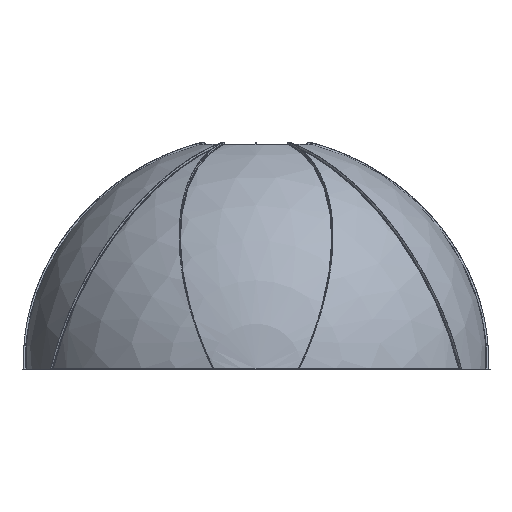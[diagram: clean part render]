
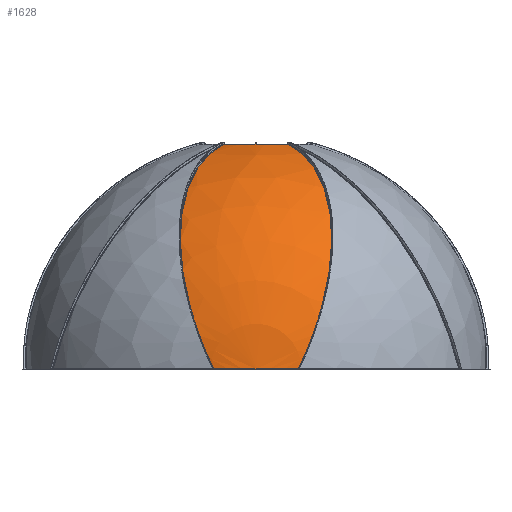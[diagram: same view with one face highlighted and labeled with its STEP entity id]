
A CAD part, top view. The second image highlights one B-rep face of the part: STEP entity #1628.
In plain terms, the highlighted spherical face has radius 197.5 mm.
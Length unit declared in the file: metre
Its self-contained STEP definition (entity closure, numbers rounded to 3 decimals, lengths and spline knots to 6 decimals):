
#21 = CARTESIAN_POINT ( 'NONE',  ( 0.038043, 0.185111, 0.057661 ) ) ;
#158 = CARTESIAN_POINT ( 'NONE',  ( 0.034344, 0.187835, 0.050524 ) ) ;
#463 = CARTESIAN_POINT ( 'NONE',  ( -0.064585, 0.10123, 0.157212 ) ) ;
#618 = AXIS2_PLACEMENT_3D ( 'NONE', #6200, #9121, #7081 ) ;
#665 = CARTESIAN_POINT ( 'NONE',  ( -0.033076, 0.188687, 0.04814 ) ) ;
#859 = CARTESIAN_POINT ( 'NONE',  ( -0.028463, 0.191349, 0.039795 ) ) ;
#1025 = VERTEX_POINT ( 'NONE', #8936 ) ;
#1051 = CARTESIAN_POINT ( 'NONE',  ( 0.050551, 0.170697, 0.085706 ) ) ;
#1122 = CARTESIAN_POINT ( 'NONE',  ( 0.040934, 0.010214, 0.193024 ) ) ;
#1190 = CARTESIAN_POINT ( 'NONE',  ( 0.040373, 0.183068, 0.062404 ) ) ;
#1628 = ADVANCED_FACE ( 'NONE', ( #4213 ), #7291, .T. ) ;
#1926 = CARTESIAN_POINT ( 'NONE',  ( -0.027781, 0.191688, 0.038603 ) ) ;
#2089 = CARTESIAN_POINT ( 'NONE',  ( 0., 0., 0. ) ) ;
#2219 = CARTESIAN_POINT ( 'NONE',  ( 0.056983, 0.158543, 0.103689 ) ) ;
#2283 = CARTESIAN_POINT ( 'NONE',  ( 0.059465, 0.151589, 0.112335 ) ) ;
#2518 = CARTESIAN_POINT ( 'NONE',  ( -0.048194, 0.028273, 0.189452 ) ) ;
#2784 = CARTESIAN_POINT ( 'NONE',  ( -0.056983, 0.158543, 0.103689 ) ) ;
#3103 = CARTESIAN_POINT ( 'NONE',  ( 0.063046, 0.136367, 0.1287 ) ) ;
#3576 = CARTESIAN_POINT ( 'NONE',  ( 0.028463, 0.191349, 0.039795 ) ) ;
#3663 = CARTESIAN_POINT ( 'NONE',  ( -0.036181, 0., 0.194158 ) ) ;
#3828 = ORIENTED_EDGE ( 'NONE', *, *, #7636, .F. ) ;
#3934 = DIRECTION ( 'NONE',  ( -1., 0., 0. ) ) ;
#4204 = CARTESIAN_POINT ( 'NONE',  ( 0.030471, 0.19026, 0.043371 ) ) ;
#4213 = FACE_OUTER_BOUND ( 'NONE', #9442, .T. ) ;
#4567 = CARTESIAN_POINT ( 'NONE',  ( -0.063046, 0.136367, 0.1287 ) ) ;
#4623 = AXIS2_PLACEMENT_3D ( 'NONE', #12507, #7390, #8544 ) ;
#4641 = CARTESIAN_POINT ( 'NONE',  ( -0.045214, 0.020515, 0.191178 ) ) ;
#4744 = VERTEX_POINT ( 'NONE', #5219 ) ;
#4780 = CARTESIAN_POINT ( 'NONE',  ( -0.036181, 0., 0.194158 ) ) ;
#4869 = VERTEX_POINT ( 'NONE', #1926 ) ;
#4998 = B_SPLINE_CURVE_WITH_KNOTS ( 'NONE', 3,
 ( #10559, #6195, #1122, #5162, #13477, #6403, #5439, #5309, #9462, #11644, #6265, #9595, #8303, #12467, #3103, #2283, #2219, #7351, #1051, #10422, #5238, #1190, #21, #158, #5376, #9529, #4204, #5575, #3576, #6803 ),
 .UNSPECIFIED., .F., .F.,
 ( 4, 2, 2, 2, 2, 2, 2, 2, 2, 2, 2, 2, 2, 2, 4 ),
 ( 0., 0.016976, 0.025463, 0.033951, 0.067902, 0.101854, 0.135805, 0.169756, 0.203707, 0.220683, 0.237658, 0.254634, 0.263122, 0.267365, 0.271609 ),
 .UNSPECIFIED. ) ;
#5162 = CARTESIAN_POINT ( 'NONE',  ( 0.044172, 0.017936, 0.191681 ) ) ;
#5219 = CARTESIAN_POINT ( 'NONE',  ( 0.027781, 0.191688, 0.038603 ) ) ;
#5238 = CARTESIAN_POINT ( 'NONE',  ( 0.044744, 0.178546, 0.071816 ) ) ;
#5309 = CARTESIAN_POINT ( 'NONE',  ( 0.052842, 0.041214, 0.186128 ) ) ;
#5376 = CARTESIAN_POINT ( 'NONE',  ( 0.033076, 0.188687, 0.04814 ) ) ;
#5439 = CARTESIAN_POINT ( 'NONE',  ( 0.048194, 0.028273, 0.189452 ) ) ;
#5575 = CARTESIAN_POINT ( 'NONE',  ( 0.029141, 0.190995, 0.040986 ) ) ;
#5882 = CARTESIAN_POINT ( 'NONE',  ( -0.040373, 0.183068, 0.062404 ) ) ;
#6139 = ORIENTED_EDGE ( 'NONE', *, *, #8778, .T. ) ;
#6195 = CARTESIAN_POINT ( 'NONE',  ( 0.038627, 0.005084, 0.193702 ) ) ;
#6200 = CARTESIAN_POINT ( 'NONE',  ( 0., 0.191688, 0. ) ) ;
#6265 = CARTESIAN_POINT ( 'NONE',  ( 0.062515, 0.081933, 0.168858 ) ) ;
#6403 = CARTESIAN_POINT ( 'NONE',  ( 0.047226, 0.025683, 0.190064 ) ) ;
#6634 = CARTESIAN_POINT ( 'NONE',  ( -0.064147, 0.128095, 0.136422 ) ) ;
#6703 = CARTESIAN_POINT ( 'NONE',  ( -0.052842, 0.041214, 0.186128 ) ) ;
#6750 = AXIS2_PLACEMENT_3D ( 'NONE', #10619, #7480, #8436 ) ;
#6803 = CARTESIAN_POINT ( 'NONE',  ( 0.027781, 0.191688, 0.038603 ) ) ;
#7081 = DIRECTION ( 'NONE',  ( 0., 0., 1. ) ) ;
#7092 = CARTESIAN_POINT ( 'NONE',  ( -0.038043, 0.185111, 0.057661 ) ) ;
#7291 = SPHERICAL_SURFACE ( 'NONE', #8863, 0.1975 ) ;
#7351 = CARTESIAN_POINT ( 'NONE',  ( 0.052281, 0.167803, 0.090261 ) ) ;
#7390 = DIRECTION ( 'NONE',  ( 0., 1., 0. ) ) ;
#7480 = DIRECTION ( 'NONE',  ( 0., 1., 0. ) ) ;
#7636 = EDGE_CURVE ( 'NONE', #4869, #1025, #8478, .T. ) ;
#7654 = CARTESIAN_POINT ( 'NONE',  ( -0.040934, 0.010214, 0.193024 ) ) ;
#7744 = EDGE_CURVE ( 'NONE', #9475, #4869, #7958, .T. ) ;
#7958 = B_SPLINE_CURVE_WITH_KNOTS ( 'NONE', 3,
 ( #4780, #8879, #7654, #13039, #4641, #8813, #2518, #6703, #12020, #8945, #11811, #463, #9761, #6634, #4567, #12973, #2784, #10295, #9195, #9008, #9131, #5882, #7092, #12277, #665, #13167, #10161, #10037, #859, #8057 ),
 .UNSPECIFIED., .F., .F.,
 ( 4, 2, 2, 2, 2, 2, 2, 2, 2, 2, 2, 2, 2, 2, 4 ),
 ( 0., 0.016976, 0.025463, 0.033951, 0.067902, 0.101854, 0.135805, 0.169756, 0.203707, 0.220683, 0.237658, 0.254634, 0.263122, 0.267365, 0.271609 ),
 .UNSPECIFIED. ) ;
#8057 = CARTESIAN_POINT ( 'NONE',  ( -0.027781, 0.191688, 0.038603 ) ) ;
#8303 = CARTESIAN_POINT ( 'NONE',  ( 0.064917, 0.110529, 0.150677 ) ) ;
#8436 = DIRECTION ( 'NONE',  ( 0., 0., 1. ) ) ;
#8478 = CIRCLE ( 'NONE', #6750, 0.04756 ) ;
#8544 = DIRECTION ( 'NONE',  ( 0., 0., 1. ) ) ;
#8778 = EDGE_CURVE ( 'NONE', #12036, #4744, #4998, .T. ) ;
#8813 = CARTESIAN_POINT ( 'NONE',  ( -0.047226, 0.025683, 0.190064 ) ) ;
#8863 = AXIS2_PLACEMENT_3D ( 'NONE', #2089, #12206, #3934 ) ;
#8879 = CARTESIAN_POINT ( 'NONE',  ( -0.038627, 0.005084, 0.193702 ) ) ;
#8936 = CARTESIAN_POINT ( 'NONE',  ( 0., 0.191688, 0.04756 ) ) ;
#8945 = CARTESIAN_POINT ( 'NONE',  ( -0.060775, 0.071929, 0.173974 ) ) ;
#9008 = CARTESIAN_POINT ( 'NONE',  ( -0.046782, 0.176068, 0.076485 ) ) ;
#9121 = DIRECTION ( 'NONE',  ( 0., 1., 0. ) ) ;
#9131 = CARTESIAN_POINT ( 'NONE',  ( -0.044744, 0.178546, 0.071816 ) ) ;
#9176 = CARTESIAN_POINT ( 'NONE',  ( 0.036181, 0., 0.194158 ) ) ;
#9195 = CARTESIAN_POINT ( 'NONE',  ( -0.050551, 0.170697, 0.085706 ) ) ;
#9442 = EDGE_LOOP ( 'NONE', ( #13320, #6139, #10799, #3828, #9869 ) ) ;
#9462 = CARTESIAN_POINT ( 'NONE',  ( 0.055939, 0.051572, 0.182608 ) ) ;
#9475 = VERTEX_POINT ( 'NONE', #3663 ) ;
#9529 = CARTESIAN_POINT ( 'NONE',  ( 0.031128, 0.189877, 0.044564 ) ) ;
#9595 = CARTESIAN_POINT ( 'NONE',  ( 0.064585, 0.10123, 0.157212 ) ) ;
#9761 = CARTESIAN_POINT ( 'NONE',  ( -0.064917, 0.110529, 0.150677 ) ) ;
#9869 = ORIENTED_EDGE ( 'NONE', *, *, #7744, .F. ) ;
#10037 = CARTESIAN_POINT ( 'NONE',  ( -0.029141, 0.190995, 0.040986 ) ) ;
#10161 = CARTESIAN_POINT ( 'NONE',  ( -0.030471, 0.19026, 0.043371 ) ) ;
#10295 = CARTESIAN_POINT ( 'NONE',  ( -0.052281, 0.167803, 0.090261 ) ) ;
#10316 = EDGE_CURVE ( 'NONE', #1025, #4744, #11094, .T. ) ;
#10422 = CARTESIAN_POINT ( 'NONE',  ( 0.046782, 0.176068, 0.076485 ) ) ;
#10559 = CARTESIAN_POINT ( 'NONE',  ( 0.036181, 0., 0.194158 ) ) ;
#10619 = CARTESIAN_POINT ( 'NONE',  ( 0., 0.191688, 0. ) ) ;
#10799 = ORIENTED_EDGE ( 'NONE', *, *, #10316, .F. ) ;
#11094 = CIRCLE ( 'NONE', #618, 0.04756 ) ;
#11644 = CARTESIAN_POINT ( 'NONE',  ( 0.060775, 0.071929, 0.173974 ) ) ;
#11811 = CARTESIAN_POINT ( 'NONE',  ( -0.062515, 0.081933, 0.168858 ) ) ;
#12020 = CARTESIAN_POINT ( 'NONE',  ( -0.055939, 0.051572, 0.182608 ) ) ;
#12036 = VERTEX_POINT ( 'NONE', #9176 ) ;
#12206 = DIRECTION ( 'NONE',  ( 0., 0., 1. ) ) ;
#12277 = CARTESIAN_POINT ( 'NONE',  ( -0.034344, 0.187835, 0.050524 ) ) ;
#12368 = EDGE_CURVE ( 'NONE', #9475, #12036, #12399, .T. ) ;
#12399 = CIRCLE ( 'NONE', #4623, 0.1975 ) ;
#12467 = CARTESIAN_POINT ( 'NONE',  ( 0.064147, 0.128095, 0.136422 ) ) ;
#12507 = CARTESIAN_POINT ( 'NONE',  ( 0., 0., 0. ) ) ;
#12973 = CARTESIAN_POINT ( 'NONE',  ( -0.059465, 0.151589, 0.112335 ) ) ;
#13039 = CARTESIAN_POINT ( 'NONE',  ( -0.044172, 0.017936, 0.191681 ) ) ;
#13167 = CARTESIAN_POINT ( 'NONE',  ( -0.031128, 0.189877, 0.044564 ) ) ;
#13320 = ORIENTED_EDGE ( 'NONE', *, *, #12368, .T. ) ;
#13477 = CARTESIAN_POINT ( 'NONE',  ( 0.045214, 0.020515, 0.191178 ) ) ;
